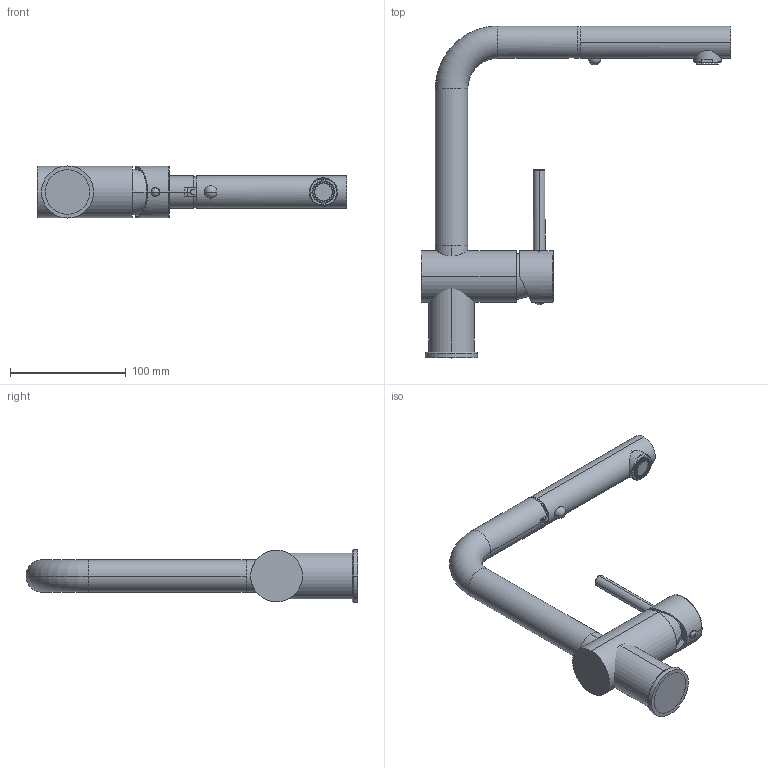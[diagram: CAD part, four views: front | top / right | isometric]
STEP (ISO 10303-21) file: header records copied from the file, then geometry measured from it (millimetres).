
FILE_DESCRIPTION((''),'2;1');
FILE_NAME('LIG285CR-MET','2021-04-12T17:11:51',('ut3'),('PAFFONI SpA'),'CREO PARAMETRIC BY PTC INC, 2020044','CREO PARAMETRIC BY PTC INC, 2020044','');
FILE_SCHEMA(('CONFIG_CONTROL_DESIGN','SHAPE_APPEARANCE_LAYERS_GROUPS'));
Length unit declared in the file: millimetre
Products named in the file (1): LIG285CR-MET
Bounding box: 267 x 286.7 x 45 mm (x, y, z)
Surface area: 88490.1 mm2 (no closed solid volume)
Topology: 0 solids, 44 shells, 238 faces, 607 edges, 389 vertices
Faces by surface type: cylinder 92, plane 68, torus 24, bspline 22, cone 18, sphere 14
Entity records: 10578 total; most frequent: CARTESIAN_POINT 2973, DIRECTION 1222, ORIENTED_EDGE 1014, EDGE_CURVE 601, AXIS2_PLACEMENT_3D 515, VERTEX_POINT 389, FILL_AREA_STYLE_COLOUR 313, FILL_AREA_STYLE 313
